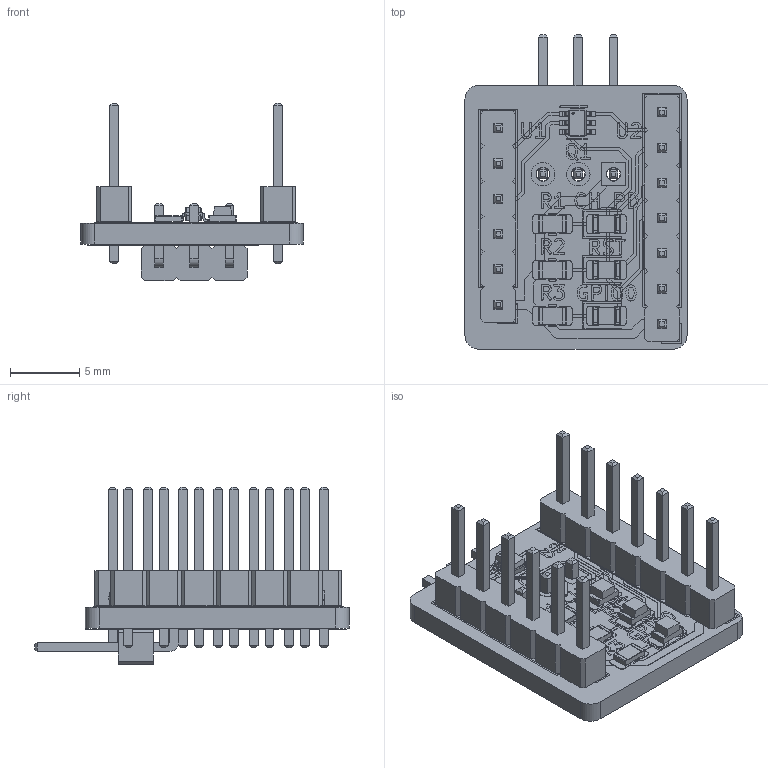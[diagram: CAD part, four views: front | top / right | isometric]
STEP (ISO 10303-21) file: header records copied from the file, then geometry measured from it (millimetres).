
FILE_DESCRIPTION(('KiCad electronic assembly'),'2;1');
FILE_NAME('ttl_to_usb_adapter.step','2025-07-31T14:08:04',('Pcbnew'),( 'Kicad'),'Open CASCADE STEP processor 7.9','KiCad to STEP converter' ,'Unknown');
FILE_SCHEMA(('AUTOMOTIVE_DESIGN { 1 0 10303 214 1 1 1 1 }'));
Length unit declared in the file: millimetre
Products named in the file (10): ttl_to_usb_adapter 1; PinHeader_1x06_P2.54mm_Vertical; SOT-363_SC-70-6; LED_0805_2012Metric; R_0805_2012Metric; PinHeader_1x07_P2.54mm_Vertical; PinHeader_1x03_P2.54mm_Horizontal; ttl_to_usb_adapter_copper; ttl_to_usb_adapter_silkscreen; ttl_to_usb_adapter_PCB
Assembly tree (13 placements, depth 2):
  ttl_to_usb_adapter 1
    PinHeader_1x06_P2.54mm_Vertical
    SOT-363_SC-70-6
    LED_0805_2012Metric  x3
    R_0805_2012Metric  x3
    PinHeader_1x07_P2.54mm_Vertical
    PinHeader_1x03_P2.54mm_Horizontal
    ttl_to_usb_adapter_copper
    ttl_to_usb_adapter_silkscreen
    ttl_to_usb_adapter_PCB
Bounding box: 16 x 22.64 x 12.76 mm (x, y, z)
Volume: 775 mm3; surface area: 2111.6 mm2
Topology: 23 solids, 132 shells, 1406 faces, 5438 edges, 4255 vertices
Faces by surface type: plane 1186, cylinder 204, bspline 16
Full cylindrical faces by diameter (mm): 0.95 x16, 1 x32, 1.7 x26
Entity records: 58299 total; most frequent: CARTESIAN_POINT 10371, DIRECTION 8387, ORIENTED_EDGE 7976, EDGE_CURVE 5036, LINE 4141, VECTOR 4141, VERTEX_POINT 3995, AXIS2_PLACEMENT_3D 2123
